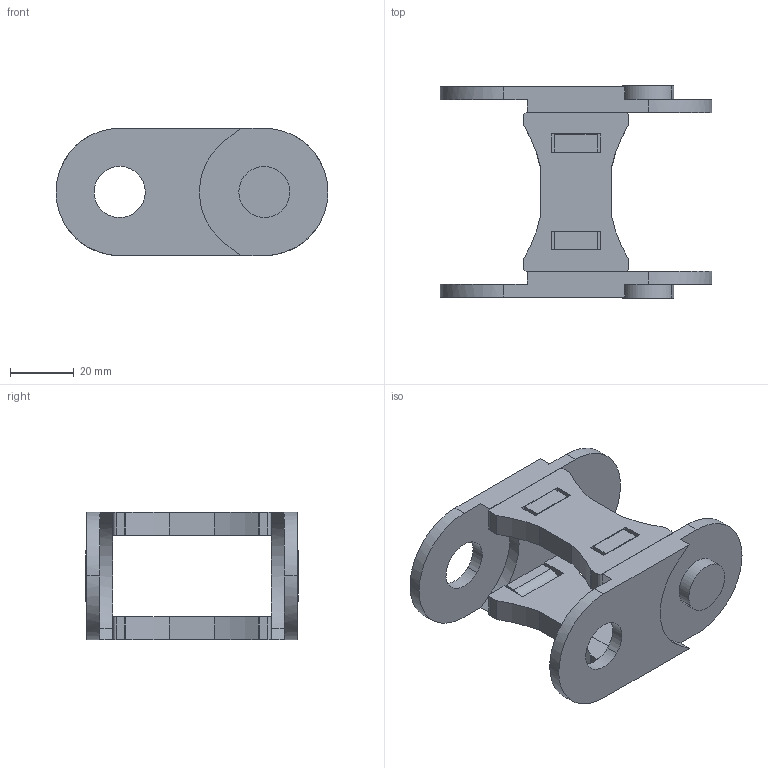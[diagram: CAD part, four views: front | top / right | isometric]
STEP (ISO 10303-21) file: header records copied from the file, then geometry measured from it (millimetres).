
FILE_DESCRIPTION(/* description */ (''),/* implementation_level */ '2;1');
FILE_NAME(/* name */ 'T5025~1',/* time_stamp */ '2020-06-04T17:07:04-03:00',/* author */ (''),/* organization */ (''),/* preprocessor_version */ 'ST-DEVELOPER v15',/* originating_system */ '',/* authorisation */ '');
FILE_SCHEMA (('AUTOMOTIVE_DESIGN'));
Length unit declared in the file: centimetre
Products named in the file (1): Document
Bounding box: 85.5 x 66.78 x 40 mm (x, y, z)
Volume: 47025.5 mm3; surface area: 25717.1 mm2
Topology: 4 solids, 4 shells, 155 faces, 416 edges, 274 vertices
Faces by surface type: plane 92, bspline 63
Entity records: 4394 total; most frequent: CARTESIAN_POINT 1855, ORIENTED_EDGE 832, EDGE_CURVE 416, VERTEX_POINT 274, B_SPLINE_CURVE_WITH_KNOTS 212, EDGE_LOOP 170, ADVANCED_FACE 155, FACE_OUTER_BOUND 155
